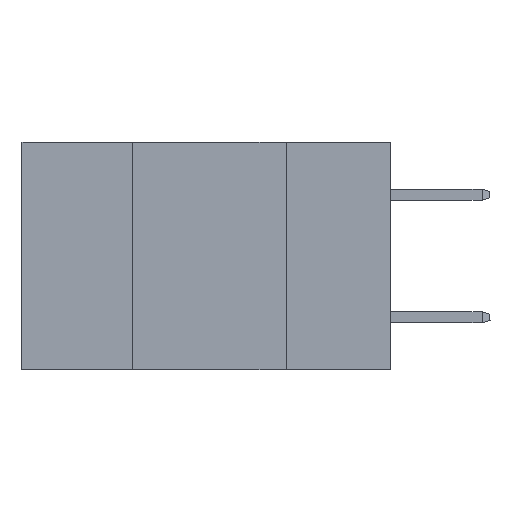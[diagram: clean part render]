
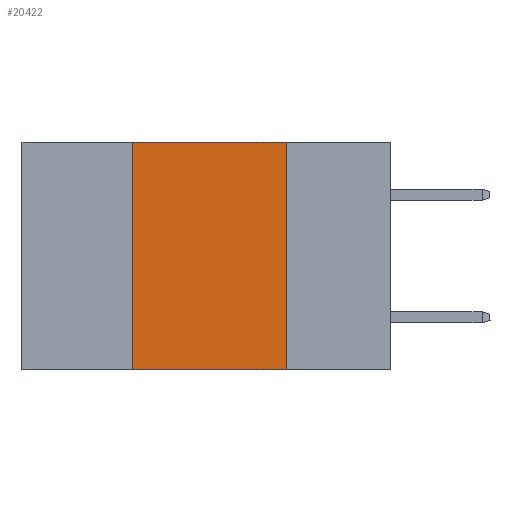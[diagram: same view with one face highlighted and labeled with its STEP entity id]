
A CAD part, left-side view. The second image highlights one B-rep face of the part: STEP entity #20422.
In plain terms, the highlighted planar face has unit normal (-1, 0, 0).
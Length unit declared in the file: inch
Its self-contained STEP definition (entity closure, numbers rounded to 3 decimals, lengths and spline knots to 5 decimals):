
#81 = VERTEX_POINT ( 'NONE', #16427 ) ;
#1347 = EDGE_CURVE ( 'NONE', #24273, #10426, #22757, .T. ) ;
#2668 = VECTOR ( 'NONE', #18886, 39.37008 ) ;
#3974 = LINE ( 'NONE', #17500, #9477 ) ;
#4992 = CARTESIAN_POINT ( 'NONE',  ( 0., 0.42, 0. ) ) ;
#5503 = PLANE ( 'NONE',  #21896 ) ;
#7378 = FACE_OUTER_BOUND ( 'NONE', #13690, .T. ) ;
#7695 = DIRECTION ( 'NONE',  ( 0., -1., 0. ) ) ;
#7887 = CARTESIAN_POINT ( 'NONE',  ( 0., 0.6, 0. ) ) ;
#8699 = DIRECTION ( 'NONE',  ( 0., 0., 1. ) ) ;
#8751 = VERTEX_POINT ( 'NONE', #23054 ) ;
#9477 = VECTOR ( 'NONE', #7695, 39.37008 ) ;
#9640 = VECTOR ( 'NONE', #11640, 39.37008 ) ;
#10426 = VERTEX_POINT ( 'NONE', #4992 ) ;
#10615 = CARTESIAN_POINT ( 'NONE',  ( 0., 0.42, 0. ) ) ;
#11151 = CARTESIAN_POINT ( 'NONE',  ( 0., 0.6, 0. ) ) ;
#11640 = DIRECTION ( 'NONE',  ( 0., -1., 0. ) ) ;
#11698 = ORIENTED_EDGE ( 'NONE', *, *, #13124, .F. ) ;
#11787 = EDGE_CURVE ( 'NONE', #81, #8751, #17436, .T. ) ;
#13107 = DIRECTION ( 'NONE',  ( 0., 0., -1. ) ) ;
#13124 = EDGE_CURVE ( 'NONE', #10426, #81, #14558, .T. ) ;
#13555 = VECTOR ( 'NONE', #8699, 39.37008 ) ;
#13690 = EDGE_LOOP ( 'NONE', ( #18804, #11698, #21111, #14221 ) ) ;
#14221 = ORIENTED_EDGE ( 'NONE', *, *, #16023, .T. ) ;
#14558 = LINE ( 'NONE', #7887, #9640 ) ;
#15311 = DIRECTION ( 'NONE',  ( 1., 0., 0. ) ) ;
#16023 = EDGE_CURVE ( 'NONE', #24273, #8751, #3974, .T. ) ;
#16427 = CARTESIAN_POINT ( 'NONE',  ( 0., 0.17, 0. ) ) ;
#17360 = CARTESIAN_POINT ( 'NONE',  ( 0., 0.17, 0. ) ) ;
#17436 = LINE ( 'NONE', #17360, #2668 ) ;
#17500 = CARTESIAN_POINT ( 'NONE',  ( 0., 0.6, -0.37 ) ) ;
#18804 = ORIENTED_EDGE ( 'NONE', *, *, #11787, .F. ) ;
#18886 = DIRECTION ( 'NONE',  ( 0., 0., -1. ) ) ;
#19127 = CARTESIAN_POINT ( 'NONE',  ( 0., 0.42, -0.37 ) ) ;
#20422 = ADVANCED_FACE ( 'NONE', ( #7378 ), #5503, .F. ) ;
#21111 = ORIENTED_EDGE ( 'NONE', *, *, #1347, .F. ) ;
#21896 = AXIS2_PLACEMENT_3D ( 'NONE', #11151, #15311, #13107 ) ;
#22757 = LINE ( 'NONE', #10615, #13555 ) ;
#23054 = CARTESIAN_POINT ( 'NONE',  ( 0., 0.17, -0.37 ) ) ;
#24273 = VERTEX_POINT ( 'NONE', #19127 ) ;
